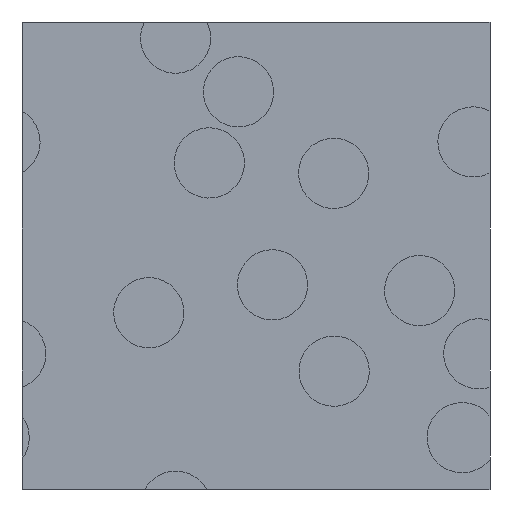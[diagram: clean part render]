
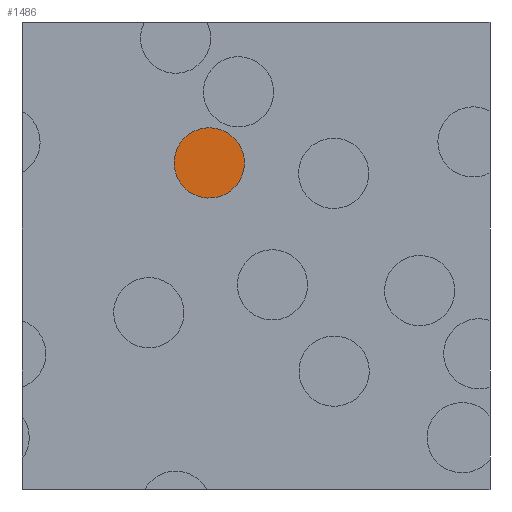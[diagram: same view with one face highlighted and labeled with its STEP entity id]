
A CAD part, top view. The second image highlights one B-rep face of the part: STEP entity #1486.
In plain terms, the highlighted planar face has unit normal (0, 0, 1).
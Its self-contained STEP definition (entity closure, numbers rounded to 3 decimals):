
#1486 = ADVANCED_FACE('',(#1487),#1500,.T.);
#1487 = FACE_BOUND('',#1488,.T.);
#1488 = EDGE_LOOP('',(#1489));
#1489 = ORIENTED_EDGE('',*,*,#1490,.T.);
#1490 = EDGE_CURVE('',#1491,#1491,#1493,.T.);
#1491 = VERTEX_POINT('',#1492);
#1492 = CARTESIAN_POINT('',(1.9,2.795,0.));
#1493 = SURFACE_CURVE('',#1494,(#1499),.PCURVE_S1.);
#1494 = ELLIPSE('',#1495,0.3,0.3);
#1495 = AXIS2_PLACEMENT_3D('',#1496,#1497,#1498);
#1496 = CARTESIAN_POINT('',(1.6,2.795,0.));
#1497 = DIRECTION('',(0.,0.,1.));
#1498 = DIRECTION('',(1.,0.,-0.));
#1499 = PCURVE('',#1500,#1505);
#1500 = PLANE('',#1501);
#1501 = AXIS2_PLACEMENT_3D('',#1502,#1503,#1504);
#1502 = CARTESIAN_POINT('',(1.6,2.795,0.));
#1503 = DIRECTION('',(0.,0.,1.));
#1504 = DIRECTION('',(1.,0.,-0.));
#1505 = DEFINITIONAL_REPRESENTATION('',(#1506),#1510);
#1506 = CIRCLE('',#1507,0.3);
#1507 = AXIS2_PLACEMENT_2D('',#1508,#1509);
#1508 = CARTESIAN_POINT('',(0.,0.));
#1509 = DIRECTION('',(1.,0.));
#1510 = ( GEOMETRIC_REPRESENTATION_CONTEXT(2) 
PARAMETRIC_REPRESENTATION_CONTEXT() REPRESENTATION_CONTEXT('2D SPACE',''
  ) );
